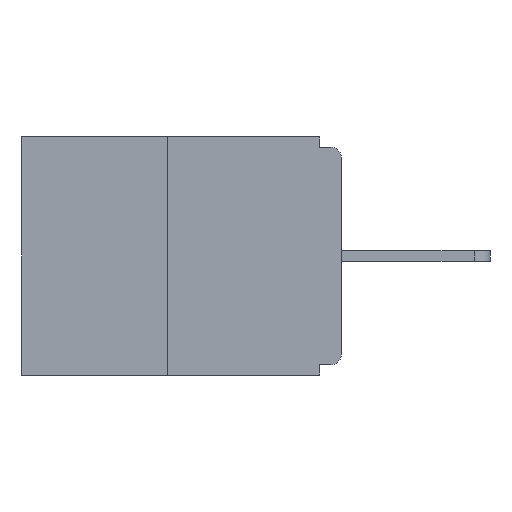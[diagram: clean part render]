
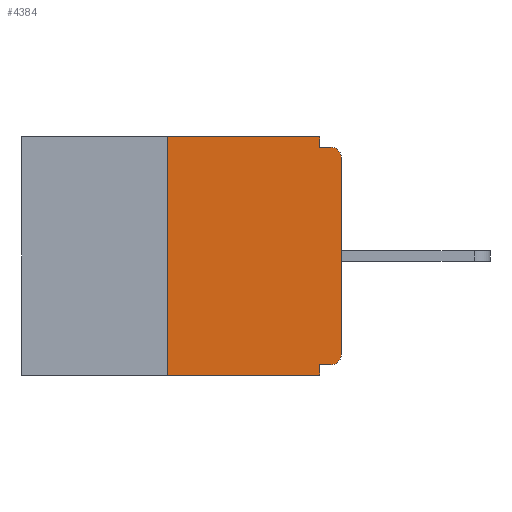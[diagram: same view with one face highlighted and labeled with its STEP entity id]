
A CAD part, left-side view. The second image highlights one B-rep face of the part: STEP entity #4384.
In plain terms, the highlighted planar face has unit normal (-1, 0, 0).
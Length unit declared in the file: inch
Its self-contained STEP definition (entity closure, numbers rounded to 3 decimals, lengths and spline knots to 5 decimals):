
#42 = EDGE_CURVE ( 'NONE', #6032, #13844, #11614, .T. ) ;
#183 = VECTOR ( 'NONE', #6819, 39.37008 ) ;
#438 = DIRECTION ( 'NONE',  ( 0., 0., -1. ) ) ;
#866 = ORIENTED_EDGE ( 'NONE', *, *, #10717, .F. ) ;
#1864 = ORIENTED_EDGE ( 'NONE', *, *, #12691, .T. ) ;
#1922 = CARTESIAN_POINT ( 'NONE',  ( 0., 0.031, 0. ) ) ;
#2121 = DIRECTION ( 'NONE',  ( 0., 0., -1. ) ) ;
#2312 = VECTOR ( 'NONE', #16627, 39.37008 ) ;
#2315 = DIRECTION ( 'NONE',  ( -1., 0., 0. ) ) ;
#2513 = EDGE_CURVE ( 'NONE', #6032, #4942, #8954, .T. ) ;
#2529 = CARTESIAN_POINT ( 'NONE',  ( 0., 0.25, 0. ) ) ;
#2873 = VECTOR ( 'NONE', #6148, 39.37008 ) ;
#3045 = VECTOR ( 'NONE', #6383, 39.37008 ) ;
#3067 = VERTEX_POINT ( 'NONE', #18179 ) ;
#3079 = DIRECTION ( 'NONE',  ( 0., 1., 0. ) ) ;
#3245 = VERTEX_POINT ( 'NONE', #13880 ) ;
#3599 = CARTESIAN_POINT ( 'NONE',  ( 0., 0., -0.328 ) ) ;
#3650 = CARTESIAN_POINT ( 'NONE',  ( 0., 0.015, -0.015 ) ) ;
#3755 = PLANE ( 'NONE',  #9949 ) ;
#3785 = CARTESIAN_POINT ( 'NONE',  ( 0., 0.031, -0.328 ) ) ;
#3902 = VECTOR ( 'NONE', #4941, 39.37008 ) ;
#3917 = CARTESIAN_POINT ( 'NONE',  ( 0., 0., -0.313 ) ) ;
#4201 = VERTEX_POINT ( 'NONE', #16666 ) ;
#4384 = ADVANCED_FACE ( 'NONE', ( #7056 ), #3755, .F. ) ;
#4548 = CARTESIAN_POINT ( 'NONE',  ( 0., 0.031, -0.343 ) ) ;
#4668 = EDGE_LOOP ( 'NONE', ( #18574, #7870, #15431, #866, #4851, #13079, #16689, #1864, #9733, #17099 ) ) ;
#4714 = VERTEX_POINT ( 'NONE', #5012 ) ;
#4804 = LINE ( 'NONE', #2529, #15816 ) ;
#4851 = ORIENTED_EDGE ( 'NONE', *, *, #42, .F. ) ;
#4941 = DIRECTION ( 'NONE',  ( 0., 0., -1. ) ) ;
#4942 = VERTEX_POINT ( 'NONE', #3917 ) ;
#5012 = CARTESIAN_POINT ( 'NONE',  ( 0., 0.25, -0.343 ) ) ;
#5279 = CARTESIAN_POINT ( 'NONE',  ( 0., 0.46, 0. ) ) ;
#5769 = EDGE_CURVE ( 'NONE', #4201, #3067, #6998, .T. ) ;
#6032 = VERTEX_POINT ( 'NONE', #11416 ) ;
#6148 = DIRECTION ( 'NONE',  ( 0., -1., 0. ) ) ;
#6236 = LINE ( 'NONE', #13889, #2312 ) ;
#6383 = DIRECTION ( 'NONE',  ( 0., 0., -1. ) ) ;
#6819 = DIRECTION ( 'NONE',  ( 0., -1., 0. ) ) ;
#6828 = LINE ( 'NONE', #12005, #2873 ) ;
#6998 = LINE ( 'NONE', #1922, #3045 ) ;
#7056 = FACE_OUTER_BOUND ( 'NONE', #4668, .T. ) ;
#7073 = VERTEX_POINT ( 'NONE', #3650 ) ;
#7220 = LINE ( 'NONE', #15357, #183 ) ;
#7870 = ORIENTED_EDGE ( 'NONE', *, *, #14968, .F. ) ;
#8400 = DIRECTION ( 'NONE',  ( 0., 0., 1. ) ) ;
#8449 = EDGE_CURVE ( 'NONE', #3067, #7073, #7220, .T. ) ;
#8791 = CARTESIAN_POINT ( 'NONE',  ( 0., 0., -0.03 ) ) ;
#8935 = CIRCLE ( 'NONE', #9814, 0.015 ) ;
#8954 = CIRCLE ( 'NONE', #14296, 0.015 ) ;
#9154 = CARTESIAN_POINT ( 'NONE',  ( 0., 0.46, 0. ) ) ;
#9733 = ORIENTED_EDGE ( 'NONE', *, *, #8449, .F. ) ;
#9814 = AXIS2_PLACEMENT_3D ( 'NONE', #11150, #2315, #12569 ) ;
#9938 = DIRECTION ( 'NONE',  ( -1., 0., 0. ) ) ;
#9949 = AXIS2_PLACEMENT_3D ( 'NONE', #5279, #13268, #2121 ) ;
#9978 = CARTESIAN_POINT ( 'NONE',  ( 0., 0.015, -0.313 ) ) ;
#10597 = VECTOR ( 'NONE', #17477, 39.37008 ) ;
#10717 = EDGE_CURVE ( 'NONE', #13844, #14129, #18563, .T. ) ;
#11080 = LINE ( 'NONE', #9154, #10597 ) ;
#11150 = CARTESIAN_POINT ( 'NONE',  ( 0., 0.015, -0.03 ) ) ;
#11416 = CARTESIAN_POINT ( 'NONE',  ( 0., 0.015, -0.328 ) ) ;
#11614 = LINE ( 'NONE', #3599, #15242 ) ;
#11740 = VERTEX_POINT ( 'NONE', #8791 ) ;
#12005 = CARTESIAN_POINT ( 'NONE',  ( 0., 0.46, -0.343 ) ) ;
#12569 = DIRECTION ( 'NONE',  ( 0., 0., -1. ) ) ;
#12691 = EDGE_CURVE ( 'NONE', #11740, #7073, #8935, .T. ) ;
#13079 = ORIENTED_EDGE ( 'NONE', *, *, #2513, .T. ) ;
#13268 = DIRECTION ( 'NONE',  ( 1., 0., 0. ) ) ;
#13824 = EDGE_CURVE ( 'NONE', #4942, #11740, #6236, .T. ) ;
#13844 = VERTEX_POINT ( 'NONE', #3785 ) ;
#13880 = CARTESIAN_POINT ( 'NONE',  ( 0., 0.25, 0. ) ) ;
#13889 = CARTESIAN_POINT ( 'NONE',  ( 0., 0., 0. ) ) ;
#14129 = VERTEX_POINT ( 'NONE', #4548 ) ;
#14222 = EDGE_CURVE ( 'NONE', #3245, #4201, #11080, .T. ) ;
#14296 = AXIS2_PLACEMENT_3D ( 'NONE', #9978, #9938, #438 ) ;
#14968 = EDGE_CURVE ( 'NONE', #4714, #3245, #4804, .T. ) ;
#15011 = CARTESIAN_POINT ( 'NONE',  ( 0., 0.031, -0.343 ) ) ;
#15242 = VECTOR ( 'NONE', #3079, 39.37008 ) ;
#15357 = CARTESIAN_POINT ( 'NONE',  ( 0., 0., -0.015 ) ) ;
#15431 = ORIENTED_EDGE ( 'NONE', *, *, #17154, .T. ) ;
#15816 = VECTOR ( 'NONE', #8400, 39.37008 ) ;
#16627 = DIRECTION ( 'NONE',  ( 0., 0., 1. ) ) ;
#16666 = CARTESIAN_POINT ( 'NONE',  ( 0., 0.031, 0. ) ) ;
#16689 = ORIENTED_EDGE ( 'NONE', *, *, #13824, .T. ) ;
#17099 = ORIENTED_EDGE ( 'NONE', *, *, #5769, .F. ) ;
#17154 = EDGE_CURVE ( 'NONE', #4714, #14129, #6828, .T. ) ;
#17477 = DIRECTION ( 'NONE',  ( 0., -1., 0. ) ) ;
#18179 = CARTESIAN_POINT ( 'NONE',  ( 0., 0.031, -0.015 ) ) ;
#18563 = LINE ( 'NONE', #15011, #3902 ) ;
#18574 = ORIENTED_EDGE ( 'NONE', *, *, #14222, .F. ) ;
